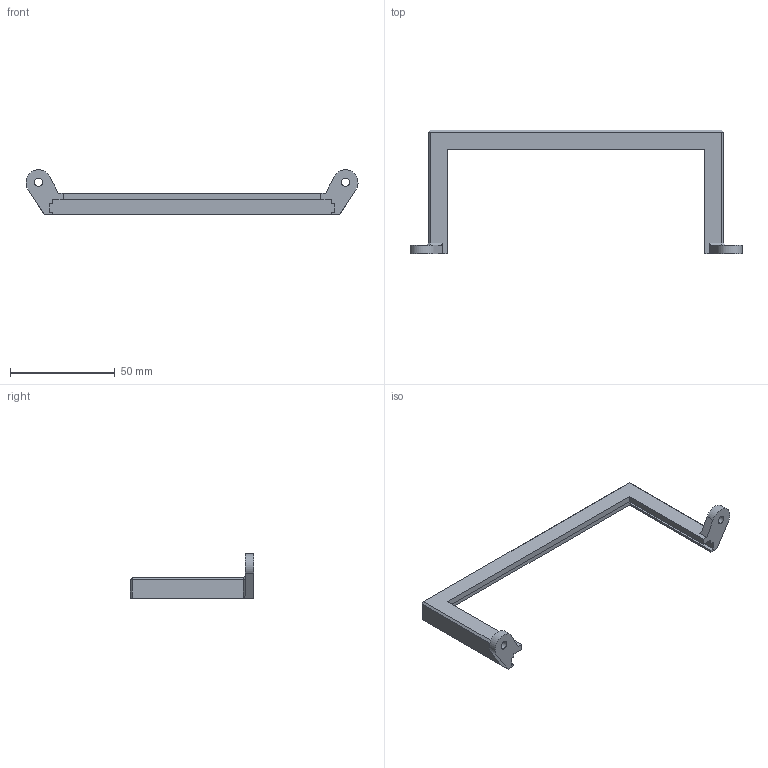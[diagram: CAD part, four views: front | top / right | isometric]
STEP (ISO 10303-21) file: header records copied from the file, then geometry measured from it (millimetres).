
FILE_DESCRIPTION (( 'STEP AP214' ), '1' );
FILE_NAME ('jetsonholders.STEP', '2025-02-22T12:25:34', ( '' ), ( '' ), 'SwSTEP 2.0', 'SolidWorks 2023', '' );
FILE_SCHEMA (( 'AUTOMOTIVE_DESIGN' ));
Length unit declared in the file: millimetre
Products named in the file (1): jetsonholders
Bounding box: 158.5 x 59 x 21.31 mm (x, y, z)
Volume: 13939.9 mm3; surface area: 10464.2 mm2
Topology: 1 solids, 1 shells, 47 faces, 123 edges, 78 vertices
Faces by surface type: plane 41, cylinder 6
Entity records: 1444 total; most frequent: CARTESIAN_POINT 249, ORIENTED_EDGE 246, DIRECTION 231, EDGE_CURVE 123, LINE 111, VECTOR 111, VERTEX_POINT 78, AXIS2_PLACEMENT_3D 60
